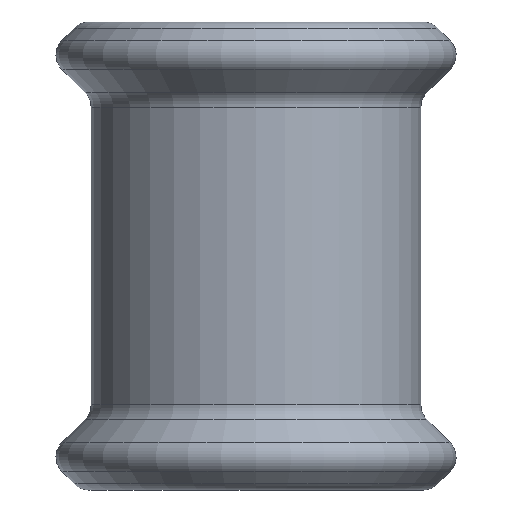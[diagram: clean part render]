
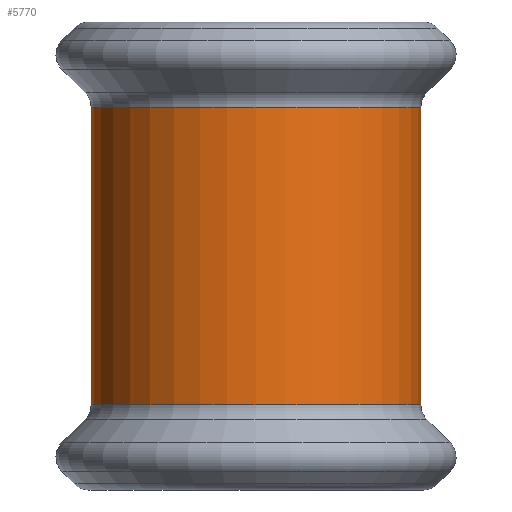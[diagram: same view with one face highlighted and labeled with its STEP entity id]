
A CAD part, front view. The second image highlights one B-rep face of the part: STEP entity #5770.
In plain terms, the highlighted cylindrical face has radius 6.16 mm (diameter 12.319 mm), a partial arc.
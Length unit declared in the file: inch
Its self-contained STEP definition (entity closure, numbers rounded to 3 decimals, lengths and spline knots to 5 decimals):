
#33 = EDGE_LOOP ( 'NONE', ( #520, #1674, #1968, #3722 ) ) ;
#66 = CARTESIAN_POINT ( 'NONE',  ( -0.055, -0.656, 0.21901 ) ) ;
#143 = DIRECTION ( 'NONE',  ( 0., 0., 1. ) ) ;
#343 = VECTOR ( 'NONE', #143, 39.37008 ) ;
#429 = VERTEX_POINT ( 'NONE', #3154 ) ;
#520 = ORIENTED_EDGE ( 'NONE', *, *, #4129, .T. ) ;
#1474 = CARTESIAN_POINT ( 'NONE',  ( -0.055, -0.656, -0.21901 ) ) ;
#1478 = FACE_OUTER_BOUND ( 'NONE', #33, .T. ) ;
#1674 = ORIENTED_EDGE ( 'NONE', *, *, #2810, .T. ) ;
#1689 = LINE ( 'NONE', #2133, #343 ) ;
#1731 = EDGE_CURVE ( 'NONE', #5950, #4244, #3622, .T. ) ;
#1888 = CARTESIAN_POINT ( 'NONE',  ( 0.1875, -0.656, 0.21901 ) ) ;
#1908 = AXIS2_PLACEMENT_3D ( 'NONE', #5221, #3349, #4782 ) ;
#1968 = ORIENTED_EDGE ( 'NONE', *, *, #3061, .F. ) ;
#2133 = CARTESIAN_POINT ( 'NONE',  ( 0.43, -0.656, 0. ) ) ;
#2384 = DIRECTION ( 'NONE',  ( 1., 0., 0. ) ) ;
#2716 = CIRCLE ( 'NONE', #3204, 0.2425 ) ;
#2810 = EDGE_CURVE ( 'NONE', #3526, #429, #1689, .T. ) ;
#2825 = DIRECTION ( 'NONE',  ( 0., 0., 1. ) ) ;
#3061 = EDGE_CURVE ( 'NONE', #4244, #429, #2716, .T. ) ;
#3154 = CARTESIAN_POINT ( 'NONE',  ( 0.43, -0.656, 0.21901 ) ) ;
#3204 = AXIS2_PLACEMENT_3D ( 'NONE', #1888, #5151, #2384 ) ;
#3349 = DIRECTION ( 'NONE',  ( 0., 0., 1. ) ) ;
#3415 = CARTESIAN_POINT ( 'NONE',  ( -0.055, -0.656, 0.21901 ) ) ;
#3526 = VERTEX_POINT ( 'NONE', #4200 ) ;
#3622 = LINE ( 'NONE', #3415, #4850 ) ;
#3722 = ORIENTED_EDGE ( 'NONE', *, *, #1731, .F. ) ;
#4129 = EDGE_CURVE ( 'NONE', #5950, #3526, #5633, .T. ) ;
#4200 = CARTESIAN_POINT ( 'NONE',  ( 0.43, -0.656, -0.21901 ) ) ;
#4244 = VERTEX_POINT ( 'NONE', #66 ) ;
#4528 = AXIS2_PLACEMENT_3D ( 'NONE', #5608, #2825, #6084 ) ;
#4782 = DIRECTION ( 'NONE',  ( 1., 0., 0. ) ) ;
#4850 = VECTOR ( 'NONE', #5756, 39.37008 ) ;
#5151 = DIRECTION ( 'NONE',  ( 0., 0., 1. ) ) ;
#5221 = CARTESIAN_POINT ( 'NONE',  ( 0.1875, -0.656, 0. ) ) ;
#5608 = CARTESIAN_POINT ( 'NONE',  ( 0.1875, -0.656, -0.21901 ) ) ;
#5633 = CIRCLE ( 'NONE', #4528, 0.2425 ) ;
#5740 = CYLINDRICAL_SURFACE ( 'NONE', #1908, 0.2425 ) ;
#5756 = DIRECTION ( 'NONE',  ( 0., 0., 1. ) ) ;
#5770 = ADVANCED_FACE ( 'NONE', ( #1478 ), #5740, .T. ) ;
#5950 = VERTEX_POINT ( 'NONE', #1474 ) ;
#6084 = DIRECTION ( 'NONE',  ( 1., 0., 0. ) ) ;
